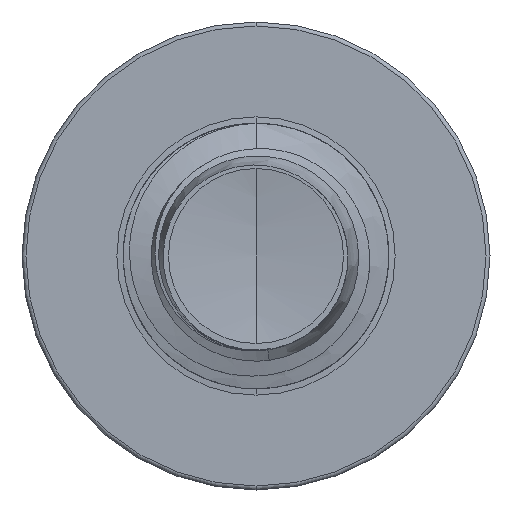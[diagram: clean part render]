
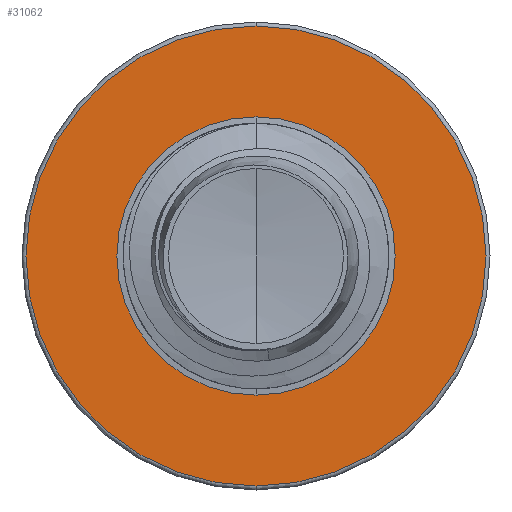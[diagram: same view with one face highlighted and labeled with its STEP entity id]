
A CAD part, front view. The second image highlights one B-rep face of the part: STEP entity #31062.
In plain terms, the highlighted planar face has unit normal (0, -1, 0).
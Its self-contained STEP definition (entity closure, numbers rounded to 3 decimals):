
#62 = DIRECTION ( 'NONE',  ( 0., 1., 0. ) ) ;
#219 = CIRCLE ( 'NONE', #4293, 4.192 ) ;
#526 = CARTESIAN_POINT ( 'NONE',  ( 0., 35., 0. ) ) ;
#3677 = DIRECTION ( 'NONE',  ( 0., 0., 1. ) ) ;
#3767 = AXIS2_PLACEMENT_3D ( 'NONE', #526, #21830, #3677 ) ;
#4293 = AXIS2_PLACEMENT_3D ( 'NONE', #18346, #62, #21373 ) ;
#4727 = DIRECTION ( 'NONE',  ( 0., 1., 0. ) ) ;
#6643 = CARTESIAN_POINT ( 'NONE',  ( 0., 35., 0. ) ) ;
#6895 = CIRCLE ( 'NONE', #3767, 6.93 ) ;
#7824 = CIRCLE ( 'NONE', #34845, 4.192 ) ;
#9674 = DIRECTION ( 'NONE',  ( 0., 0., 1. ) ) ;
#11420 = VERTEX_POINT ( 'NONE', #31554 ) ;
#12013 = EDGE_CURVE ( 'NONE', #35602, #32131, #28783, .T. ) ;
#16697 = DIRECTION ( 'NONE',  ( 0., 1., 0. ) ) ;
#17645 = AXIS2_PLACEMENT_3D ( 'NONE', #22855, #4727, #25855 ) ;
#18346 = CARTESIAN_POINT ( 'NONE',  ( 0., 35., 0. ) ) ;
#20109 = FACE_OUTER_BOUND ( 'NONE', #20857, .T. ) ;
#20857 = EDGE_LOOP ( 'NONE', ( #27858, #28200 ) ) ;
#21373 = DIRECTION ( 'NONE',  ( 0., 0., 1. ) ) ;
#21830 = DIRECTION ( 'NONE',  ( 0., 1., 0. ) ) ;
#22161 = EDGE_CURVE ( 'NONE', #35864, #11420, #219, .T. ) ;
#22855 = CARTESIAN_POINT ( 'NONE',  ( 0., 35., 0. ) ) ;
#25056 = EDGE_LOOP ( 'NONE', ( #28235, #28278 ) ) ;
#25855 = DIRECTION ( 'NONE',  ( 0., 0., 1. ) ) ;
#26062 = AXIS2_PLACEMENT_3D ( 'NONE', #31695, #16697, #37625 ) ;
#26608 = CARTESIAN_POINT ( 'NONE',  ( 0., 35., 6.93 ) ) ;
#27743 = DIRECTION ( 'NONE',  ( 0., 1., 0. ) ) ;
#27858 = ORIENTED_EDGE ( 'NONE', *, *, #12013, .F. ) ;
#28135 = FACE_BOUND ( 'NONE', #25056, .T. ) ;
#28200 = ORIENTED_EDGE ( 'NONE', *, *, #30047, .F. ) ;
#28235 = ORIENTED_EDGE ( 'NONE', *, *, #30001, .T. ) ;
#28278 = ORIENTED_EDGE ( 'NONE', *, *, #22161, .T. ) ;
#28783 = CIRCLE ( 'NONE', #17645, 6.93 ) ;
#30001 = EDGE_CURVE ( 'NONE', #11420, #35864, #7824, .T. ) ;
#30047 = EDGE_CURVE ( 'NONE', #32131, #35602, #6895, .T. ) ;
#31062 = ADVANCED_FACE ( 'NONE', ( #20109, #28135 ), #34534, .F. ) ;
#31554 = CARTESIAN_POINT ( 'NONE',  ( 0., 35., 4.192 ) ) ;
#31695 = CARTESIAN_POINT ( 'NONE',  ( 0., 35., -4.192 ) ) ;
#32131 = VERTEX_POINT ( 'NONE', #33185 ) ;
#33185 = CARTESIAN_POINT ( 'NONE',  ( 0., 35., -6.93 ) ) ;
#34534 = PLANE ( 'NONE',  #26062 ) ;
#34845 = AXIS2_PLACEMENT_3D ( 'NONE', #6643, #27743, #9674 ) ;
#35602 = VERTEX_POINT ( 'NONE', #26608 ) ;
#35864 = VERTEX_POINT ( 'NONE', #38593 ) ;
#37625 = DIRECTION ( 'NONE',  ( 0., 0., 1. ) ) ;
#38593 = CARTESIAN_POINT ( 'NONE',  ( 0., 35., -4.192 ) ) ;
